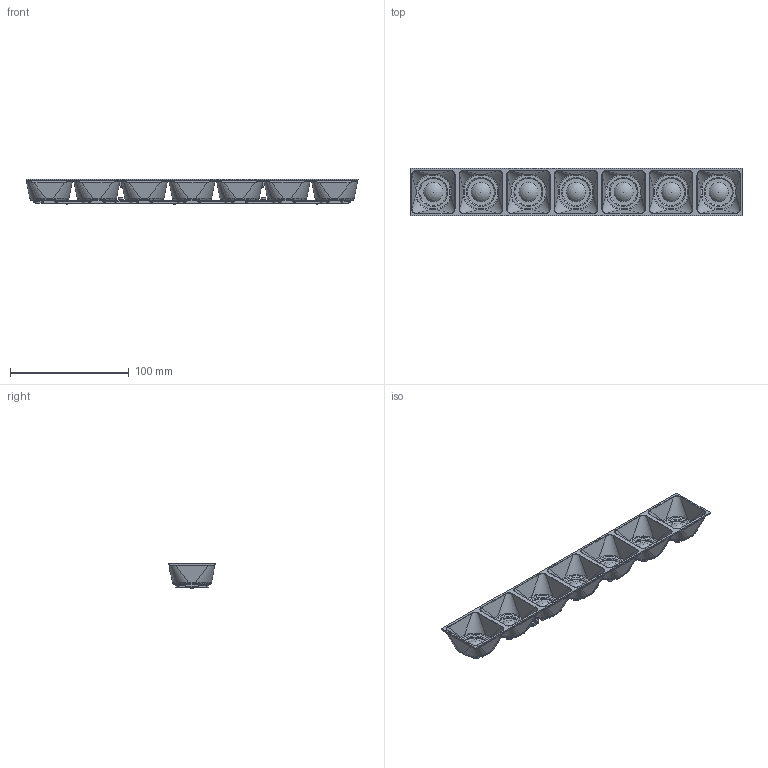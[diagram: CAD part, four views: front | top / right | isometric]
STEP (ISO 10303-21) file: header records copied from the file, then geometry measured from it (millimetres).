
FILE_DESCRIPTION(('STEP AP242'),'1');
FILE_NAME('POLLUX TALL ASSEMBLED.stp','2026-01-08T13:49:40',(' '),(' '),'Spatial InterOp 3D',' ',' ');
FILE_SCHEMA(('AP242_MANAGED_MODEL_BASED_3D_ENGINEERING_MIM_LF {1 0 10303 442 1 1 4}'));
Length unit declared in the file: millimetre
Products named in the file (3): POLLUX TALL ASSEMBLED; POLLUX LOUVRE TALL; POLLUX 7x1 Mechanical
Assembly tree (2 placements, depth 2):
  POLLUX TALL ASSEMBLED
    POLLUX LOUVRE TALL
    POLLUX 7x1 Mechanical
Bounding box: 279.25 x 40 x 21.1 mm (x, y, z)
Volume: 30109.1 mm3; surface area: 51301.4 mm2
Topology: 1 solids, 2 shells, 1475 faces, 3731 edges, 2275 vertices
Faces by surface type: plane 607, bspline 378, cylinder 264, extrusion 92, cone 74, torus 38, sphere 14, revolution 8
Full cylindrical faces by diameter (mm): 3 x3, 5 x1
Entity records: 87804 total; most frequent: CARTESIAN_POINT 44327, ORIENTED_EDGE 7246, DIRECTION 5253, EDGE_CURVE 3623, VERTEX_POINT 2237, AXIS2_PLACEMENT_3D 1757, VECTOR 1731, LINE 1637
